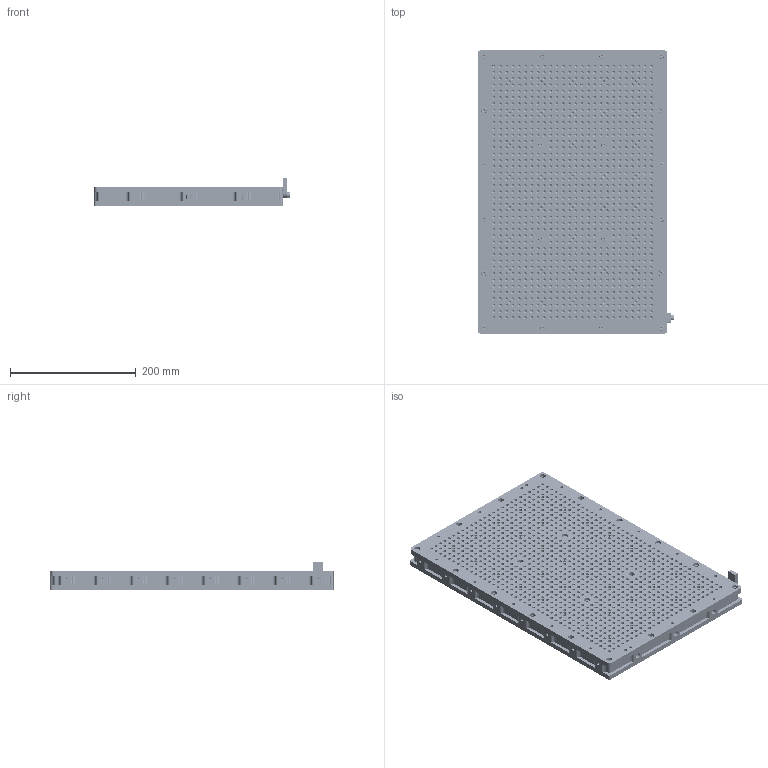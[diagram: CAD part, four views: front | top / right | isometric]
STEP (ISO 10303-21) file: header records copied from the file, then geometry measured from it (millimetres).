
FILE_DESCRIPTION(/* description */ (''),/* implementation_level */ '2;1');
FILE_NAME('');
FILE_SCHEMA (('AUTOMOTIVE_DESIGN { 1 0 10303 214 3 1 1 }'));
Products named in the file (6): Vakuumtisch Lochraster; Unterbau; Lochrasterplatte; Anschlag; ISO 4762 - M5 x 12(1); ISO 4762 - M5 x 12(1)_1
Assembly tree (24 placements, depth 2):
  Vakuumtisch Lochraster
    Unterbau
    Lochrasterplatte
    Anschlag
    ISO 4762 - M5 x 12(1)
    ISO 4762 - M5 x 12(1)_1  x20
Bounding box: 311 x 450 x 46 mm (x, y, z)
Volume: 2850570.2 mm3; surface area: 785937.2 mm2
Topology: 24 solids, 24 shells, 4804 faces, 14345 edges, 9659 vertices
Faces by surface type: cylinder 2856, cone 1169, plane 737, torus 42
Full cylindrical faces by diameter (mm): 0.3 x1050, 3.242 x4, 4.134 x37, 4.917 x88, 5 x1071, 5.5 x21, 6 x4, 8.5 x21, 8.566 x3, 10 x20
Entity records: 161960 total; most frequent: DIRECTION 30592, CARTESIAN_POINT 27172, ORIENTED_EDGE 26974, EDGE_CURVE 13487, AXIS2_PLACEMENT_3D 12570, VERTEX_POINT 9108, CIRCLE 8021, EDGE_LOOP 6905
